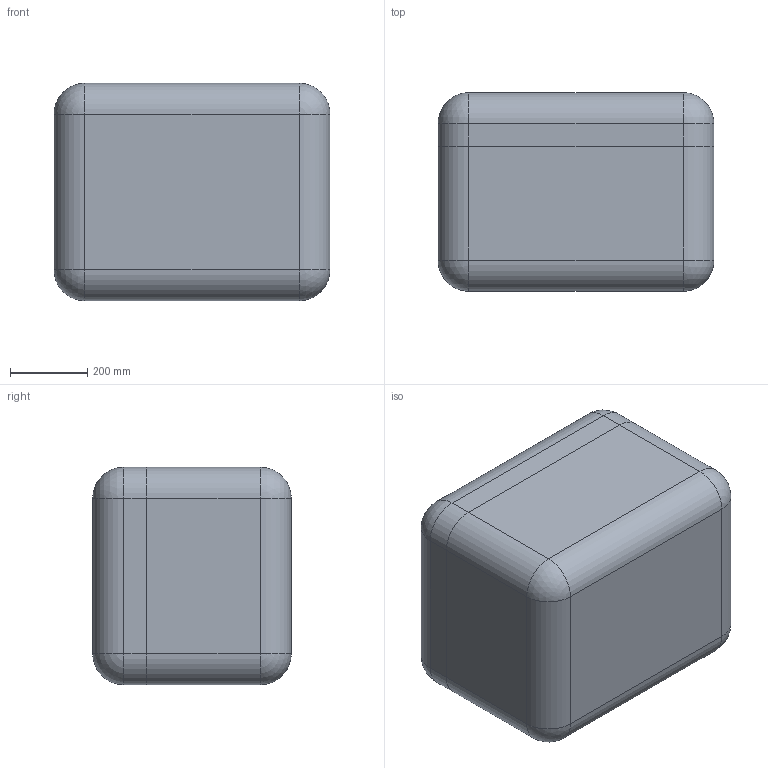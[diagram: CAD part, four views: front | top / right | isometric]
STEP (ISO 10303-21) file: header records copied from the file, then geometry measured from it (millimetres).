
FILE_DESCRIPTION (( 'STEP AP214' ), '1' );
FILE_NAME ('Òðàíñïîðòíûé êîíòåéíåð ÀÄÌÈÐÀË®ÏÐÎÔÅÑÑÈÎÍÀËÜÍÛÅ 056_óïðîùåííàÿ 3D-ìîäåëü.STEP', '2025-09-16T12:55:07', ( '' ), ( '' ), 'SwSTEP 2.0', 'SolidWorks 2021', '' );
FILE_SCHEMA (( 'AUTOMOTIVE_DESIGN' ));
Length unit declared in the file: millimetre
Products named in the file (3): Base 56; Lid 54; Òðàíñïîðòíûé êîíòåéíåð ÀÄÌÈÐÀË®ÏÐÎÔÅÑÑÈÎÍÀËÜÍÛÅ 056_óïðîùåííàÿ 3D-ìîäåëü
Assembly tree (2 placements, depth 2):
  Òðàíñïîðòíûé êîíòåéíåð ÀÄÌÈÐÀË®ÏÐÎÔÅÑÑÈÎÍÀËÜÍÛÅ 056_óïðîùåííàÿ 3D-ìîäåëü
    Base 56
    Lid 54
Bounding box: 713.98 x 513.26 x 562.92 mm (x, y, z)
Volume: 91247061.1 mm3; surface area: 4154310.9 mm2
Topology: 2 solids, 2 shells, 1052 faces, 2561 edges, 1508 vertices
Faces by surface type: cylinder 423, bspline 244, plane 193, torus 140, sphere 32, cone 20
Entity records: 53939 total; most frequent: CARTESIAN_POINT 30840, ORIENTED_EDGE 5074, DIRECTION 4645, EDGE_CURVE 2537, AXIS2_PLACEMENT_3D 1879, VERTEX_POINT 1508, EDGE_LOOP 1075, CIRCLE 1066
